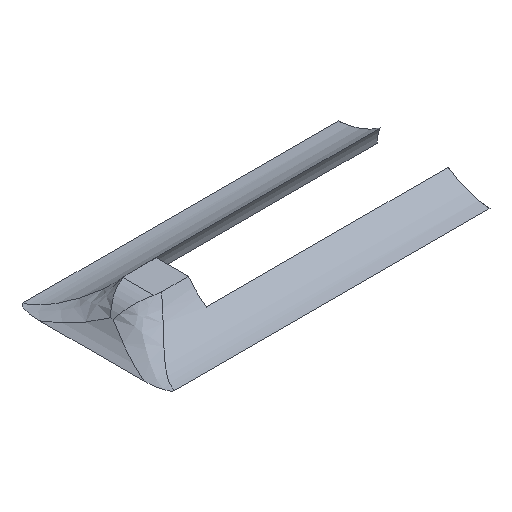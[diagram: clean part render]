
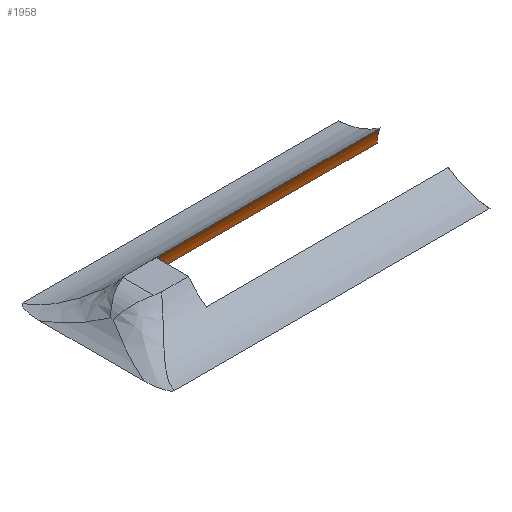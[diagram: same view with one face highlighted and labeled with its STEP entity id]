
A CAD part, isometric view. The second image highlights one B-rep face of the part: STEP entity #1958.
In plain terms, the highlighted cylindrical face has radius 2.3 mm (diameter 4.6 mm), a partial arc.
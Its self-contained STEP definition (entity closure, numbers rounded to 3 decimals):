
#32 = PLANE('',#33);
#33 = AXIS2_PLACEMENT_3D('',#34,#35,#36);
#34 = CARTESIAN_POINT('',(10.,4.7,0.));
#35 = DIRECTION('',(0.,0.,1.));
#36 = DIRECTION('',(1.,0.,0.));
#432 = VERTEX_POINT('',#433);
#433 = CARTESIAN_POINT('',(5.,7.,0.));
#447 = PLANE('',#448);
#448 = AXIS2_PLACEMENT_3D('',#449,#450,#451);
#449 = CARTESIAN_POINT('',(5.,4.7,0.));
#450 = DIRECTION('',(1.,0.,0.));
#451 = DIRECTION('',(0.,0.,1.));
#459 = EDGE_CURVE('',#460,#432,#462,.T.);
#460 = VERTEX_POINT('',#461);
#461 = CARTESIAN_POINT('',(20.,7.,0.));
#462 = SURFACE_CURVE('',#463,(#467,#474),.PCURVE_S1.);
#463 = LINE('',#464,#465);
#464 = CARTESIAN_POINT('',(20.,7.,0.));
#465 = VECTOR('',#466,1.);
#466 = DIRECTION('',(-1.,-0.,-0.));
#467 = PCURVE('',#32,#468);
#468 = DEFINITIONAL_REPRESENTATION('',(#469),#473);
#469 = LINE('',#470,#471);
#470 = CARTESIAN_POINT('',(10.,2.3));
#471 = VECTOR('',#472,1.);
#472 = DIRECTION('',(-1.,0.));
#473 = ( GEOMETRIC_REPRESENTATION_CONTEXT(2) 
PARAMETRIC_REPRESENTATION_CONTEXT() REPRESENTATION_CONTEXT('2D SPACE',''
  ) );
#474 = PCURVE('',#475,#480);
#475 = CYLINDRICAL_SURFACE('',#476,2.3);
#476 = AXIS2_PLACEMENT_3D('',#477,#478,#479);
#477 = CARTESIAN_POINT('',(20.,4.7,0.));
#478 = DIRECTION('',(1.,0.,0.));
#479 = DIRECTION('',(0.,1.,0.));
#480 = DEFINITIONAL_REPRESENTATION('',(#481),#485);
#481 = LINE('',#482,#483);
#482 = CARTESIAN_POINT('',(0.,0.));
#483 = VECTOR('',#484,1.);
#484 = DIRECTION('',(0.,-1.));
#485 = ( GEOMETRIC_REPRESENTATION_CONTEXT(2) 
PARAMETRIC_REPRESENTATION_CONTEXT() REPRESENTATION_CONTEXT('2D SPACE',''
  ) );
#503 = PLANE('',#504);
#504 = AXIS2_PLACEMENT_3D('',#505,#506,#507);
#505 = CARTESIAN_POINT('',(20.,0.,0.));
#506 = DIRECTION('',(-1.,0.,0.));
#507 = DIRECTION('',(0.,1.,0.));
#531 = CYLINDRICAL_SURFACE('',#532,5.01);
#532 = AXIS2_PLACEMENT_3D('',#533,#534,#535);
#533 = CARTESIAN_POINT('',(0.,9.712,5.));
#534 = DIRECTION('',(-1.,0.,0.));
#535 = DIRECTION('',(0.,-1.,0.));
#1700 = VERTEX_POINT('',#1701);
#1701 = CARTESIAN_POINT('',(20.,6.809,0.917));
#1723 = EDGE_CURVE('',#1700,#1724,#1726,.T.);
#1724 = VERTEX_POINT('',#1725);
#1725 = CARTESIAN_POINT('',(5.,6.809,0.917));
#1726 = SURFACE_CURVE('',#1727,(#1731,#1738),.PCURVE_S1.);
#1727 = LINE('',#1728,#1729);
#1728 = CARTESIAN_POINT('',(0.,6.809,0.917));
#1729 = VECTOR('',#1730,1.);
#1730 = DIRECTION('',(-1.,0.,0.));
#1731 = PCURVE('',#531,#1732);
#1732 = DEFINITIONAL_REPRESENTATION('',(#1733),#1737);
#1733 = LINE('',#1734,#1735);
#1734 = CARTESIAN_POINT('',(5.33,0.));
#1735 = VECTOR('',#1736,1.);
#1736 = DIRECTION('',(0.,1.));
#1737 = ( GEOMETRIC_REPRESENTATION_CONTEXT(2) 
PARAMETRIC_REPRESENTATION_CONTEXT() REPRESENTATION_CONTEXT('2D SPACE',''
  ) );
#1738 = PCURVE('',#475,#1739);
#1739 = DEFINITIONAL_REPRESENTATION('',(#1740),#1744);
#1740 = LINE('',#1741,#1742);
#1741 = CARTESIAN_POINT('',(0.41,-20.));
#1742 = VECTOR('',#1743,1.);
#1743 = DIRECTION('',(0.,-1.));
#1744 = ( GEOMETRIC_REPRESENTATION_CONTEXT(2) 
PARAMETRIC_REPRESENTATION_CONTEXT() REPRESENTATION_CONTEXT('2D SPACE',''
  ) );
#1901 = EDGE_CURVE('',#460,#1700,#1902,.T.);
#1902 = SURFACE_CURVE('',#1903,(#1908,#1919),.PCURVE_S1.);
#1903 = CIRCLE('',#1904,2.3);
#1904 = AXIS2_PLACEMENT_3D('',#1905,#1906,#1907);
#1905 = CARTESIAN_POINT('',(20.,4.7,0.));
#1906 = DIRECTION('',(1.,0.,0.));
#1907 = DIRECTION('',(0.,1.,0.));
#1908 = PCURVE('',#503,#1909);
#1909 = DEFINITIONAL_REPRESENTATION('',(#1910),#1918);
#1910 = ( BOUNDED_CURVE() B_SPLINE_CURVE(2,(#1911,#1912,#1913,#1914,
#1915,#1916,#1917),.UNSPECIFIED.,.T.,.F.) B_SPLINE_CURVE_WITH_KNOTS((1,2
    ,2,2,2,1),(-2.094,0.,2.094,4.189,
6.283,8.378),.UNSPECIFIED.) CURVE() 
GEOMETRIC_REPRESENTATION_ITEM() RATIONAL_B_SPLINE_CURVE((1.,0.5,1.,0.5,
1.,0.5,1.)) REPRESENTATION_ITEM('') );
#1911 = CARTESIAN_POINT('',(7.,0.));
#1912 = CARTESIAN_POINT('',(7.,-3.984));
#1913 = CARTESIAN_POINT('',(3.55,-1.992));
#1914 = CARTESIAN_POINT('',(0.1,0.));
#1915 = CARTESIAN_POINT('',(3.55,1.992));
#1916 = CARTESIAN_POINT('',(7.,3.984));
#1917 = CARTESIAN_POINT('',(7.,0.));
#1918 = ( GEOMETRIC_REPRESENTATION_CONTEXT(2) 
PARAMETRIC_REPRESENTATION_CONTEXT() REPRESENTATION_CONTEXT('2D SPACE',''
  ) );
#1919 = PCURVE('',#475,#1920);
#1920 = DEFINITIONAL_REPRESENTATION('',(#1921),#1925);
#1921 = LINE('',#1922,#1923);
#1922 = CARTESIAN_POINT('',(0.,0.));
#1923 = VECTOR('',#1924,1.);
#1924 = DIRECTION('',(1.,0.));
#1925 = ( GEOMETRIC_REPRESENTATION_CONTEXT(2) 
PARAMETRIC_REPRESENTATION_CONTEXT() REPRESENTATION_CONTEXT('2D SPACE',''
  ) );
#1958 = ADVANCED_FACE('',(#1959),#475,.F.);
#1959 = FACE_BOUND('',#1960,.F.);
#1960 = EDGE_LOOP('',(#1961,#1962,#1963,#1985));
#1961 = ORIENTED_EDGE('',*,*,#1901,.F.);
#1962 = ORIENTED_EDGE('',*,*,#459,.T.);
#1963 = ORIENTED_EDGE('',*,*,#1964,.T.);
#1964 = EDGE_CURVE('',#432,#1724,#1965,.T.);
#1965 = SURFACE_CURVE('',#1966,(#1971,#1978),.PCURVE_S1.);
#1966 = CIRCLE('',#1967,2.3);
#1967 = AXIS2_PLACEMENT_3D('',#1968,#1969,#1970);
#1968 = CARTESIAN_POINT('',(5.,4.7,0.));
#1969 = DIRECTION('',(1.,0.,0.));
#1970 = DIRECTION('',(0.,1.,0.));
#1971 = PCURVE('',#475,#1972);
#1972 = DEFINITIONAL_REPRESENTATION('',(#1973),#1977);
#1973 = LINE('',#1974,#1975);
#1974 = CARTESIAN_POINT('',(0.,-15.));
#1975 = VECTOR('',#1976,1.);
#1976 = DIRECTION('',(1.,0.));
#1977 = ( GEOMETRIC_REPRESENTATION_CONTEXT(2) 
PARAMETRIC_REPRESENTATION_CONTEXT() REPRESENTATION_CONTEXT('2D SPACE',''
  ) );
#1978 = PCURVE('',#447,#1979);
#1979 = DEFINITIONAL_REPRESENTATION('',(#1980),#1984);
#1980 = CIRCLE('',#1981,2.3);
#1981 = AXIS2_PLACEMENT_2D('',#1982,#1983);
#1982 = CARTESIAN_POINT('',(0.,0.));
#1983 = DIRECTION('',(0.,-1.));
#1984 = ( GEOMETRIC_REPRESENTATION_CONTEXT(2) 
PARAMETRIC_REPRESENTATION_CONTEXT() REPRESENTATION_CONTEXT('2D SPACE',''
  ) );
#1985 = ORIENTED_EDGE('',*,*,#1723,.F.);
